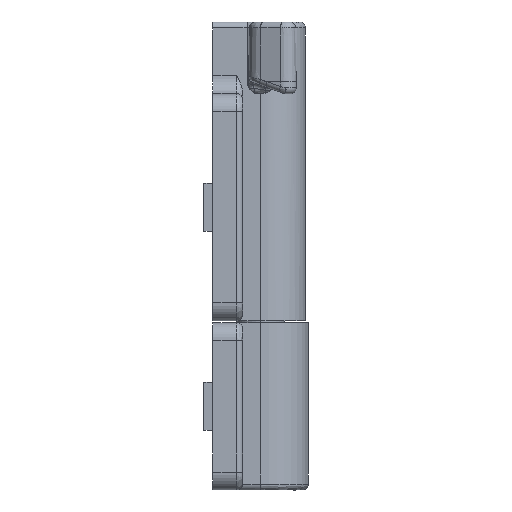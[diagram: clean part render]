
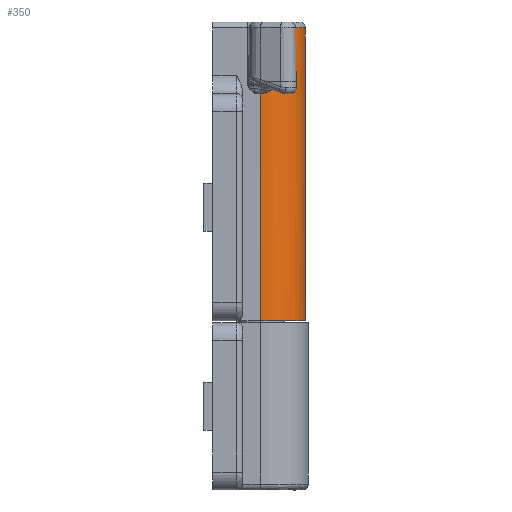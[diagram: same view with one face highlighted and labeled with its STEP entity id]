
A CAD part, front view. The second image highlights one B-rep face of the part: STEP entity #350.
In plain terms, the highlighted cylindrical face has radius 7.5 mm (diameter 15 mm), a partial arc.
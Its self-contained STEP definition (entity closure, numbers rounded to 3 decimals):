
#350 = ADVANCED_FACE ( 'NONE', ( #23396 ), #22792, .T. ) ;
#720 = DIRECTION ( 'NONE',  ( 1., 0., 0. ) ) ;
#954 = DIRECTION ( 'NONE',  ( 0., 0., -1. ) ) ;
#1073 = CARTESIAN_POINT ( 'NONE',  ( 1.755, -7.292, 38.677 ) ) ;
#1103 = VECTOR ( 'NONE', #13772, 1000. ) ;
#1459 = CARTESIAN_POINT ( 'NONE',  ( 7.5, 0., 49. ) ) ;
#1635 = ORIENTED_EDGE ( 'NONE', *, *, #12960, .T. ) ;
#2050 = CARTESIAN_POINT ( 'NONE',  ( 2.25, -7.155, 40. ) ) ;
#2744 = ORIENTED_EDGE ( 'NONE', *, *, #14865, .T. ) ;
#3195 = CARTESIAN_POINT ( 'NONE',  ( 2.186, -7.175, 39.48 ) ) ;
#3431 = DIRECTION ( 'NONE',  ( 0., 0., 1. ) ) ;
#3529 = EDGE_LOOP ( 'NONE', ( #18823, #1635, #20805, #19646, #2744, #18413, #8226 ) ) ;
#3737 = LINE ( 'NONE', #17452, #1103 ) ;
#4245 = CARTESIAN_POINT ( 'NONE',  ( 0.25, -7.496, 38. ) ) ;
#4688 = CARTESIAN_POINT ( 'NONE',  ( 0., -7.5, 38. ) ) ;
#5233 = VERTEX_POINT ( 'NONE', #1459 ) ;
#6156 = AXIS2_PLACEMENT_3D ( 'NONE', #14208, #6774, #720 ) ;
#6774 = DIRECTION ( 'NONE',  ( 0., 0., 1. ) ) ;
#6780 = AXIS2_PLACEMENT_3D ( 'NONE', #17638, #954, #21737 ) ;
#6907 = VERTEX_POINT ( 'NONE', #17458 ) ;
#7480 = CIRCLE ( 'NONE', #6780, 7.5 ) ;
#7642 = EDGE_CURVE ( 'NONE', #18239, #13902, #7480, .T. ) ;
#8226 = ORIENTED_EDGE ( 'NONE', *, *, #22357, .T. ) ;
#9846 = VERTEX_POINT ( 'NONE', #2050 ) ;
#10543 = CARTESIAN_POINT ( 'NONE',  ( 0.779, -7.463, 38.054 ) ) ;
#10713 = CARTESIAN_POINT ( 'NONE',  ( 0., 0., 0. ) ) ;
#10716 = CARTESIAN_POINT ( 'NONE',  ( 2.046, -7.216, 39.11 ) ) ;
#10739 = DIRECTION ( 'NONE',  ( 1., 0., 0. ) ) ;
#11489 = AXIS2_PLACEMENT_3D ( 'NONE', #10713, #3431, #22277 ) ;
#11746 = EDGE_CURVE ( 'NONE', #5233, #14042, #22498, .T. ) ;
#11905 = AXIS2_PLACEMENT_3D ( 'NONE', #22054, #22136, #10739 ) ;
#12167 = LINE ( 'NONE', #14963, #18720 ) ;
#12396 = CARTESIAN_POINT ( 'NONE',  ( 1.984, -7.233, 38.996 ) ) ;
#12649 = CARTESIAN_POINT ( 'NONE',  ( 2.25, -7.155, 40. ) ) ;
#12960 = EDGE_CURVE ( 'NONE', #6907, #5233, #3737, .T. ) ;
#13358 = LINE ( 'NONE', #17002, #15398 ) ;
#13772 = DIRECTION ( 'NONE',  ( 0., 0., 1. ) ) ;
#13902 = VERTEX_POINT ( 'NONE', #4688 ) ;
#14042 = VERTEX_POINT ( 'NONE', #16785 ) ;
#14208 = CARTESIAN_POINT ( 'NONE',  ( 0., 0., 50. ) ) ;
#14306 = CARTESIAN_POINT ( 'NONE',  ( 1.259, -7.398, 38.254 ) ) ;
#14865 = EDGE_CURVE ( 'NONE', #9846, #18239, #18951, .T. ) ;
#14963 = CARTESIAN_POINT ( 'NONE',  ( 0., -7.5, 50. ) ) ;
#15398 = VECTOR ( 'NONE', #22592, 1000. ) ;
#16535 = CARTESIAN_POINT ( 'NONE',  ( 0.516, -7.487, 38. ) ) ;
#16785 = CARTESIAN_POINT ( 'NONE',  ( 2.25, -7.155, 49. ) ) ;
#16803 = EDGE_CURVE ( 'NONE', #20293, #6907, #18407, .T. ) ;
#17002 = CARTESIAN_POINT ( 'NONE',  ( 2.25, -7.155, 50. ) ) ;
#17452 = CARTESIAN_POINT ( 'NONE',  ( 7.5, 0., 50. ) ) ;
#17458 = CARTESIAN_POINT ( 'NONE',  ( 7.5, 0., 0. ) ) ;
#17638 = CARTESIAN_POINT ( 'NONE',  ( 0., 0., 38. ) ) ;
#18239 = VERTEX_POINT ( 'NONE', #4245 ) ;
#18407 = CIRCLE ( 'NONE', #11489, 7.5 ) ;
#18413 = ORIENTED_EDGE ( 'NONE', *, *, #7642, .T. ) ;
#18442 = CARTESIAN_POINT ( 'NONE',  ( 0.25, -7.496, 38. ) ) ;
#18720 = VECTOR ( 'NONE', #18875, 1000. ) ;
#18823 = ORIENTED_EDGE ( 'NONE', *, *, #16803, .T. ) ;
#18875 = DIRECTION ( 'NONE',  ( 0., 0., -1. ) ) ;
#18951 = B_SPLINE_CURVE_WITH_KNOTS ( 'NONE', 3,
 ( #12649, #22197, #24129, #3195, #23789, #10716, #12396, #19966, #1073, #21950, #14306, #10543, #16535, #18442 ),
 .UNSPECIFIED., .F., .F.,
 ( 4, 2, 2, 2, 2, 2, 4 ),
 ( 0., 0., 0.001, 0.001, 0.002, 0.002, 0.003 ),
 .UNSPECIFIED. ) ;
#19646 = ORIENTED_EDGE ( 'NONE', *, *, #23139, .T. ) ;
#19966 = CARTESIAN_POINT ( 'NONE',  ( 1.839, -7.271, 38.779 ) ) ;
#20293 = VERTEX_POINT ( 'NONE', #23457 ) ;
#20805 = ORIENTED_EDGE ( 'NONE', *, *, #11746, .T. ) ;
#21737 = DIRECTION ( 'NONE',  ( 1., 0., 0. ) ) ;
#21950 = CARTESIAN_POINT ( 'NONE',  ( 1.481, -7.355, 38.402 ) ) ;
#22054 = CARTESIAN_POINT ( 'NONE',  ( 0., 0., 49. ) ) ;
#22136 = DIRECTION ( 'NONE',  ( 0., 0., -1. ) ) ;
#22197 = CARTESIAN_POINT ( 'NONE',  ( 2.25, -7.155, 39.867 ) ) ;
#22277 = DIRECTION ( 'NONE',  ( 1., 0., 0. ) ) ;
#22357 = EDGE_CURVE ( 'NONE', #13902, #20293, #12167, .T. ) ;
#22498 = CIRCLE ( 'NONE', #11905, 7.5 ) ;
#22592 = DIRECTION ( 'NONE',  ( 0., 0., -1. ) ) ;
#22792 = CYLINDRICAL_SURFACE ( 'NONE', #6156, 7.5 ) ;
#23139 = EDGE_CURVE ( 'NONE', #14042, #9846, #13358, .T. ) ;
#23396 = FACE_OUTER_BOUND ( 'NONE', #3529, .T. ) ;
#23457 = CARTESIAN_POINT ( 'NONE',  ( 0., -7.5, 0. ) ) ;
#23789 = CARTESIAN_POINT ( 'NONE',  ( 2.147, -7.186, 39.352 ) ) ;
#24129 = CARTESIAN_POINT ( 'NONE',  ( 2.237, -7.159, 39.736 ) ) ;
